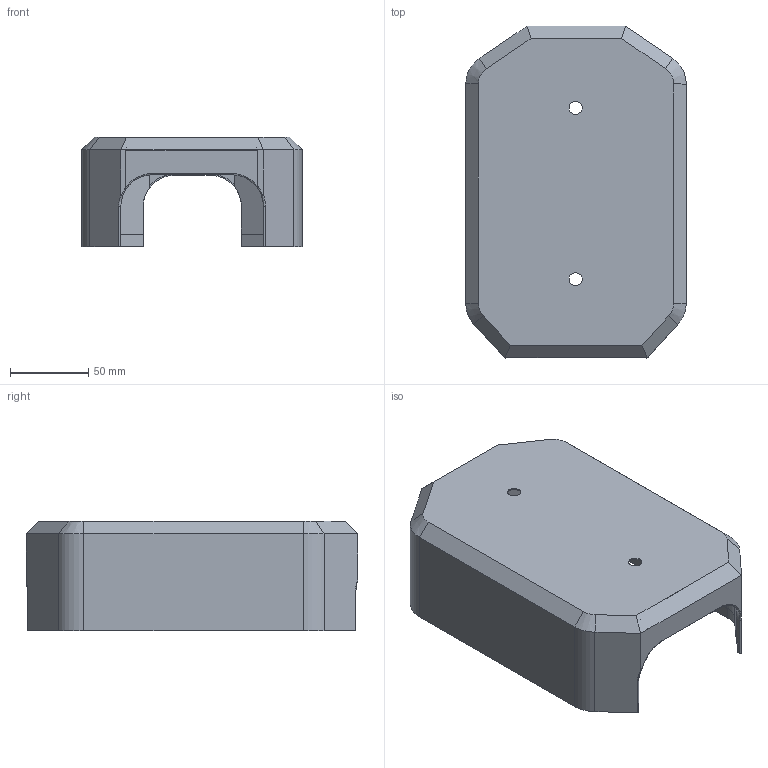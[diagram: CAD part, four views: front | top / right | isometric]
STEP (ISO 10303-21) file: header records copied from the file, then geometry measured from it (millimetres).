
FILE_DESCRIPTION(/* description */ (''),/* implementation_level */ '2;1');
FILE_NAME(/* name */ 'Body.step',/* time_stamp */ '2025-02-06T07:37:24+01:00',/* author */ (''),/* organization */ (''),/* preprocessor_version */ 'ST-DEVELOPER v20',/* originating_system */ 'Autodesk Translation Framework v13.20.0.188',/* authorisation */ '');
FILE_SCHEMA (('AUTOMOTIVE_DESIGN { 1 0 10303 214 3 1 1 }'));
Length unit declared in the file: millimetre
Products named in the file (1): Body
Bounding box: 140.4 x 211.46 x 70 mm (x, y, z)
Volume: 117798.9 mm3; surface area: 123748.2 mm2
Topology: 1 solids, 1 shells, 787 faces, 2158 edges, 1428 vertices
Faces by surface type: bspline 415, plane 336, cylinder 24, cone 8, torus 4
Full cylindrical faces by diameter (mm): 8.4 x2
Entity records: 28887 total; most frequent: CARTESIAN_POINT 11677, ORIENTED_EDGE 4316, EDGE_CURVE 2158, DIRECTION 2146, VERTEX_POINT 1428, LINE 1256, VECTOR 1256, EDGE_LOOP 846
